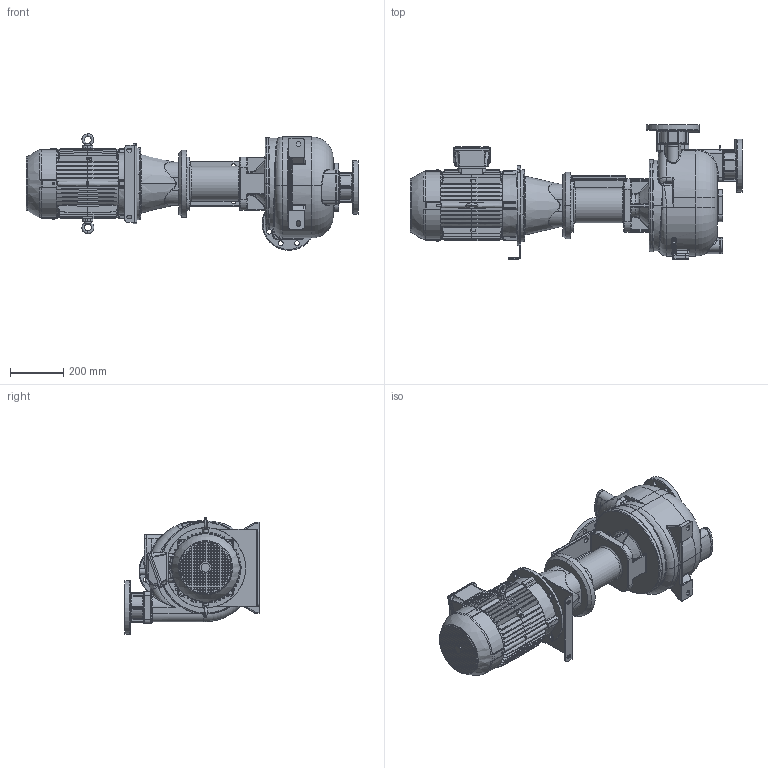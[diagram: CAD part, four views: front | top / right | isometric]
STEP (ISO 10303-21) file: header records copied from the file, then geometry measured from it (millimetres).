
FILE_DESCRIPTION((''),'2;1');
FILE_NAME('S_91_BBT_F','2022-09-30T12:14:18',('Nicola'),(''),'CREO PARAMETRIC BY PTC INC, 2020354','CREO PARAMETRIC BY PTC INC, 2020354','');
FILE_SCHEMA(('CONFIG_CONTROL_DESIGN'));
Products named in the file (1): S_91_BBT_F
Bounding box: 1243.3 x 502 x 435.97 mm (x, y, z)
Volume: 46021183.9 mm3; surface area: 3259826.1 mm2
Topology: 1 solids, 1 shells, 4174 faces, 10194 edges, 6304 vertices
Faces by surface type: plane 2233, cylinder 856, bspline 500, torus 293, cone 212, sphere 75, extrusion 5
Entity records: 191305 total; most frequent: CARTESIAN_POINT 96974, ORIENTED_EDGE 20284, DIRECTION 18294, EDGE_CURVE 10142, AXIS2_PLACEMENT_3D 6315, VERTEX_POINT 6304, VECTOR 5664, LINE 5659
